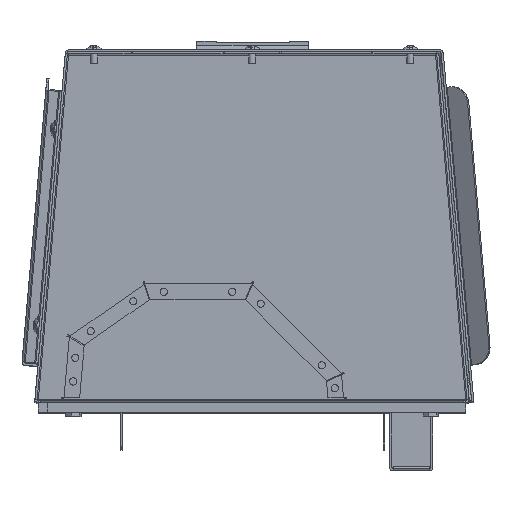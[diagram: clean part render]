
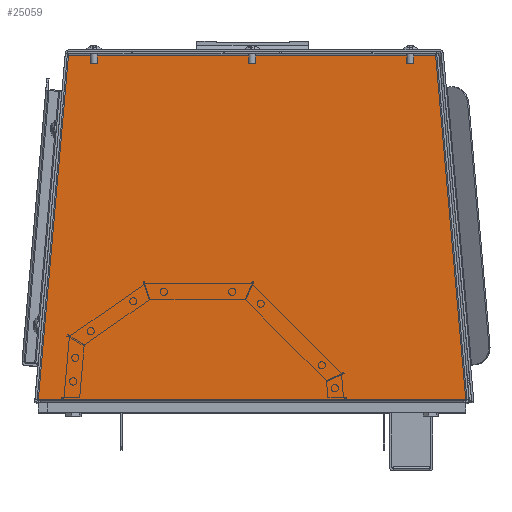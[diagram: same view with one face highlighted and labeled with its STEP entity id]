
A CAD part, front view. The second image highlights one B-rep face of the part: STEP entity #25059.
In plain terms, the highlighted planar face has unit normal (0, -1, 0.001).
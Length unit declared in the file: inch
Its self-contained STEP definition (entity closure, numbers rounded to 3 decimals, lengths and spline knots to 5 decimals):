
#1475 = DIRECTION ( 'NONE',  ( 1., 0., 0. ) ) ;
#1834 = EDGE_LOOP ( 'NONE', ( #67914, #58589, #23808, #6433, #46012, #46815 ) ) ;
#4711 = EDGE_CURVE ( 'NONE', #23115, #36003, #21511, .T. ) ;
#6433 = ORIENTED_EDGE ( 'NONE', *, *, #59258, .T. ) ;
#9680 = EDGE_CURVE ( 'NONE', #31256, #23115, #27034, .T. ) ;
#10108 = CARTESIAN_POINT ( 'NONE',  ( 4.9168, 0.59613, 4.72109 ) ) ;
#10549 = CARTESIAN_POINT ( 'NONE',  ( 5.66844, 0.58804, -4.53291 ) ) ;
#10769 = CARTESIAN_POINT ( 'NONE',  ( -5.75744, 0.58804, -4.53291 ) ) ;
#11071 = VERTEX_POINT ( 'NONE', #11085 ) ;
#11085 = CARTESIAN_POINT ( 'NONE',  ( -5.69946, 0.58804, -4.53291 ) ) ;
#11682 = EDGE_CURVE ( 'NONE', #57463, #11071, #70724, .T. ) ;
#11844 = EDGE_CURVE ( 'NONE', #71320, #31256, #14073, .T. ) ;
#12876 = DIRECTION ( 'NONE',  ( -0.087, 0.001, 0.996 ) ) ;
#13420 = VECTOR ( 'NONE', #32552, 39.37008 ) ;
#14073 = LINE ( 'NONE', #25624, #45877 ) ;
#17521 = LINE ( 'NONE', #10769, #34330 ) ;
#18244 = CARTESIAN_POINT ( 'NONE',  ( 5.66844, 0.58804, -4.53291 ) ) ;
#18252 = FACE_OUTER_BOUND ( 'NONE', #1834, .T. ) ;
#21511 = LINE ( 'NONE', #21861, #41475 ) ;
#21861 = CARTESIAN_POINT ( 'NONE',  ( -4.94782, 0.59613, 4.72109 ) ) ;
#23115 = VERTEX_POINT ( 'NONE', #68352 ) ;
#23808 = ORIENTED_EDGE ( 'NONE', *, *, #11682, .F. ) ;
#25059 = ADVANCED_FACE ( 'NONE', ( #18252 ), #58310, .T. ) ;
#25624 = CARTESIAN_POINT ( 'NONE',  ( 5.64348, 0.58887, -3.58492 ) ) ;
#26306 = CARTESIAN_POINT ( 'NONE',  ( 4.9168, 0.59613, 4.72109 ) ) ;
#27034 = LINE ( 'NONE', #10108, #30224 ) ;
#30224 = VECTOR ( 'NONE', #59835, 39.37008 ) ;
#31256 = VERTEX_POINT ( 'NONE', #26306 ) ;
#32552 = DIRECTION ( 'NONE',  ( -1., 0., 0. ) ) ;
#33056 = DIRECTION ( 'NONE',  ( -0.087, -0.001, -0.996 ) ) ;
#34330 = VECTOR ( 'NONE', #49689, 39.37008 ) ;
#36003 = VERTEX_POINT ( 'NONE', #53832 ) ;
#36799 = DIRECTION ( 'NONE',  ( -0.087, 0.001, 0.996 ) ) ;
#39003 = LINE ( 'NONE', #50877, #63741 ) ;
#41475 = VECTOR ( 'NONE', #33056, 39.37008 ) ;
#42192 = CARTESIAN_POINT ( 'NONE',  ( 5.72642, 0.58804, -4.53291 ) ) ;
#45877 = VECTOR ( 'NONE', #36799, 39.37008 ) ;
#46012 = ORIENTED_EDGE ( 'NONE', *, *, #11844, .T. ) ;
#46057 = CARTESIAN_POINT ( 'NONE',  ( -5.69946, 0.588, -4.5773 ) ) ;
#46815 = ORIENTED_EDGE ( 'NONE', *, *, #9680, .T. ) ;
#49689 = DIRECTION ( 'NONE',  ( 1., 0., 0. ) ) ;
#50877 = CARTESIAN_POINT ( 'NONE',  ( 5.66844, 0.58804, -4.53291 ) ) ;
#53832 = CARTESIAN_POINT ( 'NONE',  ( -5.75744, 0.58804, -4.53291 ) ) ;
#57463 = VERTEX_POINT ( 'NONE', #18244 ) ;
#57961 = DIRECTION ( 'NONE',  ( 0., -1., 0.001 ) ) ;
#58310 = PLANE ( 'NONE',  #62514 ) ;
#58589 = ORIENTED_EDGE ( 'NONE', *, *, #66345, .T. ) ;
#59258 = EDGE_CURVE ( 'NONE', #57463, #71320, #39003, .T. ) ;
#59835 = DIRECTION ( 'NONE',  ( -1., 0., 0. ) ) ;
#62514 = AXIS2_PLACEMENT_3D ( 'NONE', #46057, #57961, #12876 ) ;
#63741 = VECTOR ( 'NONE', #1475, 39.37008 ) ;
#66345 = EDGE_CURVE ( 'NONE', #36003, #11071, #17521, .T. ) ;
#67914 = ORIENTED_EDGE ( 'NONE', *, *, #4711, .T. ) ;
#68352 = CARTESIAN_POINT ( 'NONE',  ( -4.94782, 0.59613, 4.72109 ) ) ;
#70724 = LINE ( 'NONE', #10549, #13420 ) ;
#71320 = VERTEX_POINT ( 'NONE', #42192 ) ;
